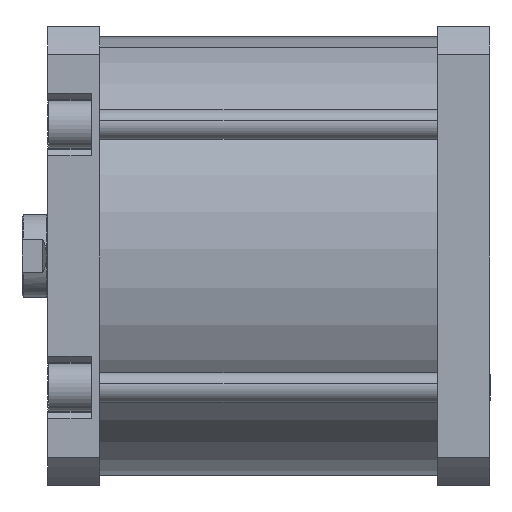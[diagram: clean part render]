
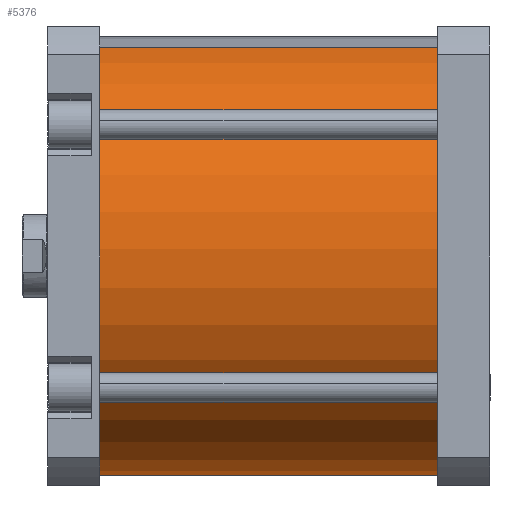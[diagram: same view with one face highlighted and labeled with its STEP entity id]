
A CAD part, front view. The second image highlights one B-rep face of the part: STEP entity #5376.
In plain terms, the highlighted cylindrical face has radius 105 mm (diameter 210 mm), a partial arc.
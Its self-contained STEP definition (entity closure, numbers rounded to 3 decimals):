
#280 = CARTESIAN_POINT ( 'NONE',  ( -105., 0., 162. ) ) ;
#609 = CARTESIAN_POINT ( 'NONE',  ( -105., 0., 0. ) ) ;
#688 = CARTESIAN_POINT ( 'NONE',  ( 105., 0., 0. ) ) ;
#695 = CARTESIAN_POINT ( 'NONE',  ( 105., 0., 162. ) ) ;
#713 = VERTEX_POINT ( 'NONE', #280 ) ;
#752 = VERTEX_POINT ( 'NONE', #695 ) ;
#761 = VERTEX_POINT ( 'NONE', #609 ) ;
#865 = VERTEX_POINT ( 'NONE', #688 ) ;
#1619 = DIRECTION ( 'NONE',  ( -1., 0., 0. ) ) ;
#1629 = DIRECTION ( 'NONE',  ( 0., 0., -1. ) ) ;
#1634 = CARTESIAN_POINT ( 'NONE',  ( 0., 0., 162. ) ) ;
#2569 = FACE_OUTER_BOUND ( 'NONE', #6615, .T. ) ;
#2570 = CYLINDRICAL_SURFACE ( 'NONE', #6153, 105. ) ;
#3455 = CIRCLE ( 'NONE', #6429, 105. ) ;
#3457 = CIRCLE ( 'NONE', #6432, 105. ) ;
#3458 = LINE ( 'NONE', #4381, #3459 ) ;
#3459 = VECTOR ( 'NONE', #4382, 1000. ) ;
#3468 = LINE ( 'NONE', #4395, #3469 ) ;
#3469 = VECTOR ( 'NONE', #4396, 1000. ) ;
#4374 = CARTESIAN_POINT ( 'NONE',  ( 0., 0., 162. ) ) ;
#4375 = DIRECTION ( 'NONE',  ( 0., 0., 1. ) ) ;
#4376 = DIRECTION ( 'NONE',  ( 1., 0., 0. ) ) ;
#4377 = CARTESIAN_POINT ( 'NONE',  ( 0., 0., 0. ) ) ;
#4378 = DIRECTION ( 'NONE',  ( 0., 0., 1. ) ) ;
#4379 = DIRECTION ( 'NONE',  ( 1., 0., 0. ) ) ;
#4381 = CARTESIAN_POINT ( 'NONE',  ( -105., 0., 162. ) ) ;
#4382 = DIRECTION ( 'NONE',  ( 0., 0., -1. ) ) ;
#4395 = CARTESIAN_POINT ( 'NONE',  ( 105., 0., 162. ) ) ;
#4396 = DIRECTION ( 'NONE',  ( 0., 0., -1. ) ) ;
#5122 = ORIENTED_EDGE ( 'NONE', *, *, #5747, .T. ) ;
#5169 = ORIENTED_EDGE ( 'NONE', *, *, #5746, .F. ) ;
#5192 = ORIENTED_EDGE ( 'NONE', *, *, #5754, .F. ) ;
#5197 = ORIENTED_EDGE ( 'NONE', *, *, #5749, .T. ) ;
#5376 = ADVANCED_FACE ( 'NONE', ( #2569 ), #2570, .T. ) ;
#5746 = EDGE_CURVE ( 'NONE', #713, #752, #3455, .T. ) ;
#5747 = EDGE_CURVE ( 'NONE', #761, #865, #3457, .T. ) ;
#5749 = EDGE_CURVE ( 'NONE', #713, #761, #3458, .T. ) ;
#5754 = EDGE_CURVE ( 'NONE', #752, #865, #3468, .T. ) ;
#6153 = AXIS2_PLACEMENT_3D ( 'NONE', #1634, #1629, #1619 ) ;
#6429 = AXIS2_PLACEMENT_3D ( 'NONE', #4374, #4375, #4376 ) ;
#6432 = AXIS2_PLACEMENT_3D ( 'NONE', #4377, #4378, #4379 ) ;
#6615 = EDGE_LOOP ( 'NONE', ( #5192, #5169, #5197, #5122 ) ) ;
